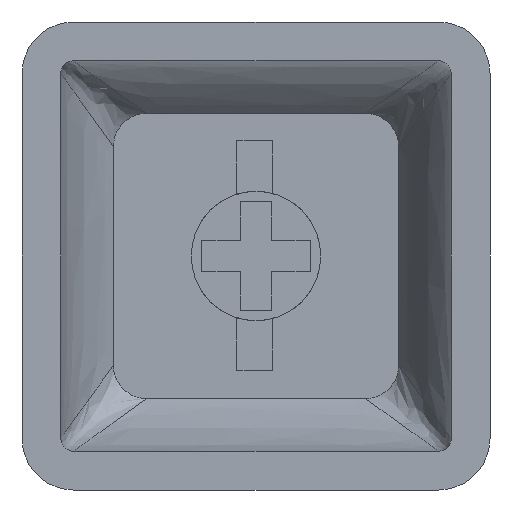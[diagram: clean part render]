
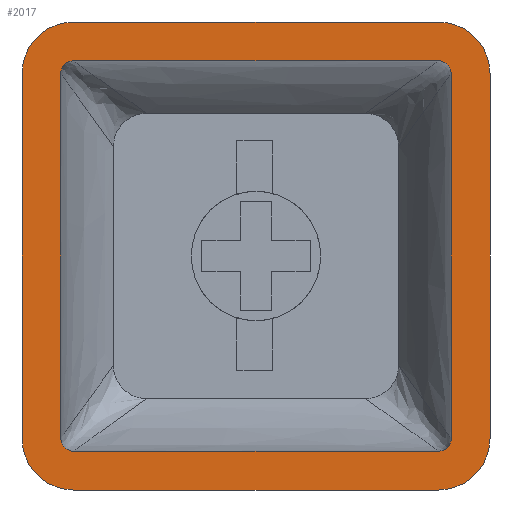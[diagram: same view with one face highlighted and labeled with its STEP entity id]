
A CAD part, front view. The second image highlights one B-rep face of the part: STEP entity #2017.
In plain terms, the highlighted planar face has unit normal (0, -1, 0).
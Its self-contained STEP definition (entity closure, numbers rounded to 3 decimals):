
#18=CIRCLE('',#2123,2.);
#19=CIRCLE('',#2124,2.);
#20=CIRCLE('',#2125,2.);
#21=CIRCLE('',#2126,2.);
#34=FACE_BOUND('',#324,.T.);
#87=B_SPLINE_CURVE_WITH_KNOTS('',3,(#3363,#3364,#3365,#3366,#3367,#3368,
#3369,#3370,#3371,#3372),.UNSPECIFIED.,.F.,.F.,(4,1,1,1,1,1,1,4),(0.,
0.143,0.286,0.429,0.571,
0.714,0.857,1.),.UNSPECIFIED.);
#90=B_SPLINE_CURVE_WITH_KNOTS('',3,(#3412,#3413,#3414,#3415,#3416,#3417,
#3418),.UNSPECIFIED.,.F.,.F.,(4,1,1,1,4),(0.,0.286,0.571,
0.857,1.),.UNSPECIFIED.);
#92=B_SPLINE_CURVE_WITH_KNOTS('',3,(#3480,#3481,#3482,#3483,#3484,#3485,
#3486,#3487,#3488),.UNSPECIFIED.,.F.,.F.,(4,1,1,1,1,1,4),(0.,
0.214,0.429,0.571,0.714,
0.857,1.),.UNSPECIFIED.);
#94=B_SPLINE_CURVE_WITH_KNOTS('',3,(#3522,#3523,#3524,#3525,#3526,#3527,
#3528),.UNSPECIFIED.,.F.,.F.,(4,1,1,1,4),(0.,0.286,0.571,
0.857,1.),.UNSPECIFIED.);
#96=B_SPLINE_CURVE_WITH_KNOTS('',3,(#3596,#3597,#3598,#3599,#3600,#3601,
#3602,#3603,#3604,#3605),.UNSPECIFIED.,.F.,.F.,(4,1,1,1,1,1,1,4),(0.,
0.143,0.286,0.429,0.571,
0.714,0.857,1.),.UNSPECIFIED.);
#98=B_SPLINE_CURVE_WITH_KNOTS('',3,(#3639,#3640,#3641,#3642,#3643,#3644,
#3645),.UNSPECIFIED.,.F.,.F.,(4,1,1,1,4),(0.,0.286,0.571,
0.857,1.),.UNSPECIFIED.);
#100=B_SPLINE_CURVE_WITH_KNOTS('',3,(#3707,#3708,#3709,#3710,#3711,#3712,
#3713,#3714,#3715),.UNSPECIFIED.,.F.,.F.,(4,1,1,1,1,1,4),(0.,
0.214,0.429,0.571,0.714,
0.857,1.),.UNSPECIFIED.);
#101=B_SPLINE_CURVE_WITH_KNOTS('',3,(#3744,#3745,#3746,#3747,#3748,#3749,
#3750),.UNSPECIFIED.,.F.,.F.,(4,1,1,1,4),(0.,0.286,0.571,
0.857,1.),.UNSPECIFIED.);
#212=FACE_OUTER_BOUND('',#323,.T.);
#323=EDGE_LOOP('',(#1498,#1499,#1500,#1501,#1502,#1503,#1504,#1505));
#324=EDGE_LOOP('',(#1506,#1507,#1508,#1509,#1510,#1511,#1512,#1513));
#455=LINE('',#3756,#652);
#456=LINE('',#3760,#653);
#457=LINE('',#3764,#654);
#458=LINE('',#3767,#655);
#652=VECTOR('',#2293,10.);
#653=VECTOR('',#2296,10.);
#654=VECTOR('',#2299,10.);
#655=VECTOR('',#2302,10.);
#863=VERTEX_POINT('',#3355);
#864=VERTEX_POINT('',#3362);
#865=VERTEX_POINT('',#3407);
#866=VERTEX_POINT('',#3473);
#867=VERTEX_POINT('',#3517);
#868=VERTEX_POINT('',#3589);
#869=VERTEX_POINT('',#3634);
#870=VERTEX_POINT('',#3700);
#871=VERTEX_POINT('',#3752);
#872=VERTEX_POINT('',#3753);
#873=VERTEX_POINT('',#3755);
#874=VERTEX_POINT('',#3757);
#875=VERTEX_POINT('',#3759);
#876=VERTEX_POINT('',#3761);
#877=VERTEX_POINT('',#3763);
#878=VERTEX_POINT('',#3765);
#1099=EDGE_CURVE('',#864,#863,#87,.T.);
#1102=EDGE_CURVE('',#863,#865,#90,.T.);
#1104=EDGE_CURVE('',#865,#866,#92,.T.);
#1106=EDGE_CURVE('',#866,#867,#94,.T.);
#1108=EDGE_CURVE('',#867,#868,#96,.T.);
#1110=EDGE_CURVE('',#868,#869,#98,.T.);
#1112=EDGE_CURVE('',#869,#870,#100,.T.);
#1113=EDGE_CURVE('',#870,#864,#101,.T.);
#1114=EDGE_CURVE('',#871,#872,#18,.T.);
#1115=EDGE_CURVE('',#873,#871,#455,.T.);
#1116=EDGE_CURVE('',#874,#873,#19,.T.);
#1117=EDGE_CURVE('',#875,#874,#456,.T.);
#1118=EDGE_CURVE('',#876,#875,#20,.T.);
#1119=EDGE_CURVE('',#877,#876,#457,.T.);
#1120=EDGE_CURVE('',#878,#877,#21,.T.);
#1121=EDGE_CURVE('',#872,#878,#458,.T.);
#1498=ORIENTED_EDGE('',*,*,#1114,.F.);
#1499=ORIENTED_EDGE('',*,*,#1115,.F.);
#1500=ORIENTED_EDGE('',*,*,#1116,.F.);
#1501=ORIENTED_EDGE('',*,*,#1117,.F.);
#1502=ORIENTED_EDGE('',*,*,#1118,.F.);
#1503=ORIENTED_EDGE('',*,*,#1119,.F.);
#1504=ORIENTED_EDGE('',*,*,#1120,.F.);
#1505=ORIENTED_EDGE('',*,*,#1121,.F.);
#1506=ORIENTED_EDGE('',*,*,#1099,.T.);
#1507=ORIENTED_EDGE('',*,*,#1102,.T.);
#1508=ORIENTED_EDGE('',*,*,#1104,.T.);
#1509=ORIENTED_EDGE('',*,*,#1106,.T.);
#1510=ORIENTED_EDGE('',*,*,#1108,.T.);
#1511=ORIENTED_EDGE('',*,*,#1110,.T.);
#1512=ORIENTED_EDGE('',*,*,#1112,.T.);
#1513=ORIENTED_EDGE('',*,*,#1113,.T.);
#1928=PLANE('',#2122);
#2017=ADVANCED_FACE('',(#212,#34),#1928,.F.);
#2122=AXIS2_PLACEMENT_3D('',#3751,#2289,#2290);
#2123=AXIS2_PLACEMENT_3D('',#3754,#2291,#2292);
#2124=AXIS2_PLACEMENT_3D('',#3758,#2294,#2295);
#2125=AXIS2_PLACEMENT_3D('',#3762,#2297,#2298);
#2126=AXIS2_PLACEMENT_3D('',#3766,#2300,#2301);
#2289=DIRECTION('center_axis',(0.,1.,0.));
#2290=DIRECTION('ref_axis',(0.,0.,1.));
#2291=DIRECTION('center_axis',(0.,1.,0.));
#2292=DIRECTION('ref_axis',(0.,0.,1.));
#2293=DIRECTION('',(1.,0.,0.));
#2294=DIRECTION('center_axis',(0.,1.,0.));
#2295=DIRECTION('ref_axis',(-1.,0.,0.));
#2296=DIRECTION('',(0.,0.,1.));
#2297=DIRECTION('center_axis',(0.,1.,0.));
#2298=DIRECTION('ref_axis',(0.,0.,-1.));
#2299=DIRECTION('',(-1.,0.,0.));
#2300=DIRECTION('center_axis',(0.,1.,0.));
#2301=DIRECTION('ref_axis',(1.,0.,0.));
#2302=DIRECTION('',(0.,0.,-1.));
#3355=CARTESIAN_POINT('',(16.6,0.,16.1));
#3362=CARTESIAN_POINT('',(16.1,0.,16.6));
#3363=CARTESIAN_POINT('Ctrl Pts',(16.1,0.,16.6));
#3364=CARTESIAN_POINT('Ctrl Pts',(16.137,0.,16.6));
#3365=CARTESIAN_POINT('Ctrl Pts',(16.212,0.,16.592));
#3366=CARTESIAN_POINT('Ctrl Pts',(16.319,0.,16.554));
#3367=CARTESIAN_POINT('Ctrl Pts',(16.414,0.,16.494));
#3368=CARTESIAN_POINT('Ctrl Pts',(16.494,0.,16.414));
#3369=CARTESIAN_POINT('Ctrl Pts',(16.554,0.,16.319));
#3370=CARTESIAN_POINT('Ctrl Pts',(16.592,0.,16.212));
#3371=CARTESIAN_POINT('Ctrl Pts',(16.6,0.,16.137));
#3372=CARTESIAN_POINT('Ctrl Pts',(16.6,0.,16.1));
#3407=CARTESIAN_POINT('',(16.6,0.,2.));
#3412=CARTESIAN_POINT('Ctrl Pts',(16.6,0.,16.1));
#3413=CARTESIAN_POINT('Ctrl Pts',(16.6,0.,15.801));
#3414=CARTESIAN_POINT('Ctrl Pts',(16.6,0.,13.413));
#3415=CARTESIAN_POINT('Ctrl Pts',(16.6,0.,7.532));
#3416=CARTESIAN_POINT('Ctrl Pts',(16.6,0.,3.269));
#3417=CARTESIAN_POINT('Ctrl Pts',(16.6,0.,2.15));
#3418=CARTESIAN_POINT('Ctrl Pts',(16.6,0.,2.));
#3473=CARTESIAN_POINT('',(16.1,0.,1.5));
#3480=CARTESIAN_POINT('Ctrl Pts',(16.6,0.,2.));
#3481=CARTESIAN_POINT('Ctrl Pts',(16.6,0.,1.944));
#3482=CARTESIAN_POINT('Ctrl Pts',(16.581,0.,1.832));
#3483=CARTESIAN_POINT('Ctrl Pts',(16.508,0.,1.699));
#3484=CARTESIAN_POINT('Ctrl Pts',(16.414,0.,1.606));
#3485=CARTESIAN_POINT('Ctrl Pts',(16.319,0.,1.546));
#3486=CARTESIAN_POINT('Ctrl Pts',(16.212,0.,1.508));
#3487=CARTESIAN_POINT('Ctrl Pts',(16.137,0.,1.5));
#3488=CARTESIAN_POINT('Ctrl Pts',(16.1,0.,1.5));
#3517=CARTESIAN_POINT('',(2.,0.,1.5));
#3522=CARTESIAN_POINT('Ctrl Pts',(16.1,0.,1.5));
#3523=CARTESIAN_POINT('Ctrl Pts',(15.801,0.,1.5));
#3524=CARTESIAN_POINT('Ctrl Pts',(13.413,0.,1.5));
#3525=CARTESIAN_POINT('Ctrl Pts',(7.532,0.,1.5));
#3526=CARTESIAN_POINT('Ctrl Pts',(3.269,0.,1.5));
#3527=CARTESIAN_POINT('Ctrl Pts',(2.15,0.,1.5));
#3528=CARTESIAN_POINT('Ctrl Pts',(2.,0.,1.5));
#3589=CARTESIAN_POINT('',(1.5,0.,2.));
#3596=CARTESIAN_POINT('Ctrl Pts',(2.,0.,1.5));
#3597=CARTESIAN_POINT('Ctrl Pts',(1.963,0.,1.5));
#3598=CARTESIAN_POINT('Ctrl Pts',(1.888,0.,1.508));
#3599=CARTESIAN_POINT('Ctrl Pts',(1.781,0.,1.546));
#3600=CARTESIAN_POINT('Ctrl Pts',(1.686,0.,1.606));
#3601=CARTESIAN_POINT('Ctrl Pts',(1.606,0.,1.686));
#3602=CARTESIAN_POINT('Ctrl Pts',(1.546,0.,1.781));
#3603=CARTESIAN_POINT('Ctrl Pts',(1.508,0.,1.888));
#3604=CARTESIAN_POINT('Ctrl Pts',(1.5,0.,1.963));
#3605=CARTESIAN_POINT('Ctrl Pts',(1.5,0.,2.));
#3634=CARTESIAN_POINT('',(1.5,0.,16.1));
#3639=CARTESIAN_POINT('Ctrl Pts',(1.5,0.,2.));
#3640=CARTESIAN_POINT('Ctrl Pts',(1.5,0.,2.299));
#3641=CARTESIAN_POINT('Ctrl Pts',(1.5,0.,4.687));
#3642=CARTESIAN_POINT('Ctrl Pts',(1.5,0.,10.568));
#3643=CARTESIAN_POINT('Ctrl Pts',(1.5,0.,14.831));
#3644=CARTESIAN_POINT('Ctrl Pts',(1.5,0.,15.95));
#3645=CARTESIAN_POINT('Ctrl Pts',(1.5,0.,16.1));
#3700=CARTESIAN_POINT('',(2.,0.,16.6));
#3707=CARTESIAN_POINT('Ctrl Pts',(1.5,0.,16.1));
#3708=CARTESIAN_POINT('Ctrl Pts',(1.5,0.,16.156));
#3709=CARTESIAN_POINT('Ctrl Pts',(1.519,0.,16.268));
#3710=CARTESIAN_POINT('Ctrl Pts',(1.592,0.,16.401));
#3711=CARTESIAN_POINT('Ctrl Pts',(1.686,0.,16.494));
#3712=CARTESIAN_POINT('Ctrl Pts',(1.781,0.,16.554));
#3713=CARTESIAN_POINT('Ctrl Pts',(1.888,0.,16.592));
#3714=CARTESIAN_POINT('Ctrl Pts',(1.963,0.,16.6));
#3715=CARTESIAN_POINT('Ctrl Pts',(2.,0.,16.6));
#3744=CARTESIAN_POINT('Ctrl Pts',(2.,0.,16.6));
#3745=CARTESIAN_POINT('Ctrl Pts',(2.299,0.,16.6));
#3746=CARTESIAN_POINT('Ctrl Pts',(4.687,0.,16.6));
#3747=CARTESIAN_POINT('Ctrl Pts',(10.568,0.,16.6));
#3748=CARTESIAN_POINT('Ctrl Pts',(14.831,0.,16.6));
#3749=CARTESIAN_POINT('Ctrl Pts',(15.95,0.,16.6));
#3750=CARTESIAN_POINT('Ctrl Pts',(16.1,0.,16.6));
#3751=CARTESIAN_POINT('Origin',(9.05,0.,9.05));
#3752=CARTESIAN_POINT('',(16.1,0.,18.1));
#3753=CARTESIAN_POINT('',(18.1,0.,16.1));
#3754=CARTESIAN_POINT('Origin',(16.1,0.,16.1));
#3755=CARTESIAN_POINT('',(2.,0.,18.1));
#3756=CARTESIAN_POINT('',(16.1,0.,18.1));
#3757=CARTESIAN_POINT('',(0.,0.,16.1));
#3758=CARTESIAN_POINT('Origin',(2.,0.,16.1));
#3759=CARTESIAN_POINT('',(0.,0.,2.));
#3760=CARTESIAN_POINT('',(0.,0.,16.1));
#3761=CARTESIAN_POINT('',(2.,0.,0.));
#3762=CARTESIAN_POINT('Origin',(2.,0.,2.));
#3763=CARTESIAN_POINT('',(16.1,0.,0.));
#3764=CARTESIAN_POINT('',(2.,0.,0.));
#3765=CARTESIAN_POINT('',(18.1,0.,2.));
#3766=CARTESIAN_POINT('Origin',(16.1,0.,2.));
#3767=CARTESIAN_POINT('',(18.1,0.,2.));
